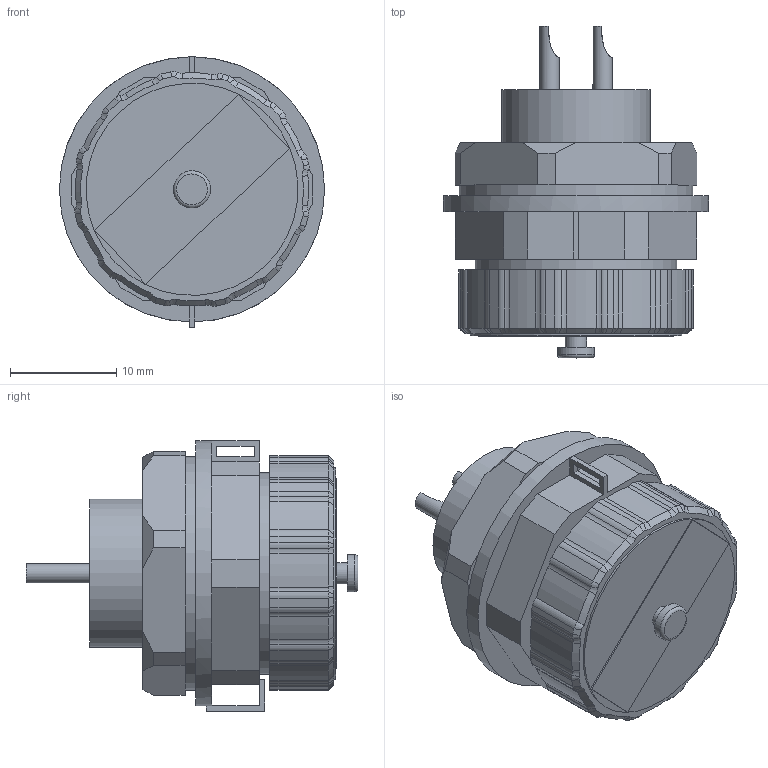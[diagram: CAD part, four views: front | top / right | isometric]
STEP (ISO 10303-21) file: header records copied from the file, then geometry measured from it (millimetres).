
FILE_DESCRIPTION(/* description */ (''),/* implementation_level */ '2;1');
FILE_NAME(/* name */ 'SP16-2P, female, back nut type, with cap.stp',/* time_stamp */ '2020-05-04T23:38:06+02:00',/* author */ ('Vadim'),/* organization */ (''),/* preprocessor_version */ 'ST-DEVELOPER v16.13',/* originating_system */ 'Autodesk Inventor 2018',/* authorisation */ '');
FILE_SCHEMA (('AUTOMOTIVE_DESIGN { 1 0 10303 214 3 1 1 }'));
Length unit declared in the file: millimetre
Products named in the file (8): SP16-2P female waterproof connector; cap; rubber_washer; nut; nut_1; center_2p_female; center_2p_female_body; pin
Assembly tree (8 placements, depth 3):
  SP16-2P female waterproof connector
    cap
    rubber_washer
    nut
    nut_1
    center_2p_female
      center_2p_female_body
      pin  x2
Bounding box: 25 x 31.3 x 25.5 mm (x, y, z)
Volume: 6736 mm3; surface area: 7867.6 mm2
Topology: 7 solids, 7 shells, 282 faces, 693 edges, 436 vertices
Faces by surface type: plane 131, cylinder 89, cone 59, bspline 2, torus 1
Full cylindrical faces by diameter (mm): 1 x3, 1.5 x2, 1.8 x4, 2 x1, 3.5 x1, 9 x1, 10 x1, 14 x2, 16 x1, 17 x1, 19 x1, 20 x2, 22 x1, 25 x1
Entity records: 8660 total; most frequent: DIRECTION 1481, CARTESIAN_POINT 1432, ORIENTED_EDGE 1314, EDGE_CURVE 657, AXIS2_PLACEMENT_3D 536, VERTEX_POINT 425, LINE 409, VECTOR 409
